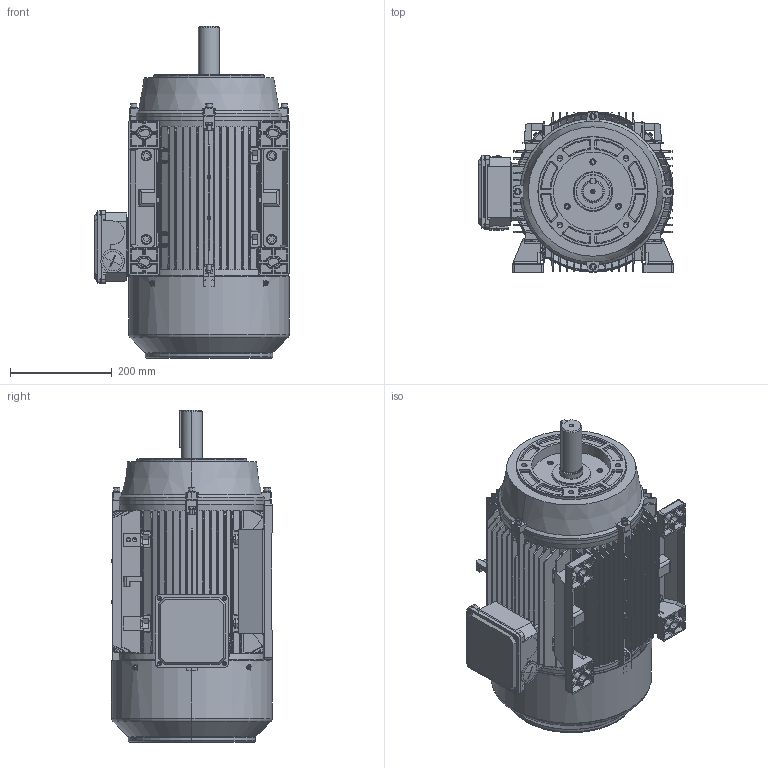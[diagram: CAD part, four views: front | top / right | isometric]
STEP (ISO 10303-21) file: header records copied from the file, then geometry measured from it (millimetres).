
FILE_DESCRIPTION (( 'STEP AP203' ), '1' );
FILE_NAME ('NEMA256T軞蚾芞(湍kit-C楊擘).STEP', '2019-01-11T07:46:07', ( 'PC' ), ( 'Microsoft' ), 'SwSTEP 2.0', 'SolidWorks 2016', '' );
FILE_SCHEMA (( 'CONFIG_CONTROL_DESIGN' ));
Length unit declared in the file: millimetre
Products named in the file (37): ヶ綴裔蹟譫M8; 坶粣創揤啣M6X35; 出线螺塞1.25-11.5NPT; NEMA250諉盄碟釱; 瑞欶蹟隊M6X8; 嘎殤蚐猾45X65X8; NEMA256T蛌粣; NEMA250諉盄碟釱躇猾菜; 防水圈45X74X2.5; Y2-160-2瑞珔; 6209; MS160諉盄碟裔; す瑩B9.525X9.525X73.5; 瑞珔縐嘀; 6309; 諉華喘倛菜え朴6; TA160L陔儂褲; 霧齪; TA160瑞欶; TA160綴傷裔; 諉華蹟隊M6X8; TAN160L菁褐-樓馱; 諉盄齪; 坶ヶ裔M8X35; 波形垫圈D85(6209）; 坶諉盄碟釱M6X12; 菁褐粟銅菜え朴12; 穩隊M3X5; ヶ綴裔喘菜朴8; NEMA250KIC傷裔; MS160諉盄碟裔躇猾菜; 坶菁褐M12X35; NEMA256T軞蚾芞(湍kit-C楊擘); 坶ヶ綴裔M8X45; T-309-C粣創揤啣; 諉盄碟裔蹟隊M5X14; 菁褐蹟譫M12
Assembly tree (80 placements, depth 2):
  NEMA256T軞蚾芞(湍kit-C楊擘)
    TA160L陔儂褲
    TAN160L菁褐-樓馱  x2
    菁褐粟銅菜え朴12  x4
    坶菁褐M12X35  x4
    菁褐蹟譫M12  x4
    NEMA250諉盄碟釱
    NEMA250諉盄碟釱躇猾菜
    MS160諉盄碟裔
    諉華喘倛菜え朴6
    諉華蹟隊M6X8
    坶諉盄碟釱M6X12  x4
    MS160諉盄碟裔躇猾菜
    諉盄碟裔蹟隊M5X14  x4
    出线螺塞1.25-11.5NPT
    NEMA256T蛌粣
    6209
    6309
    TA160綴傷裔
    波形垫圈D85(6209）
    NEMA250KIC傷裔
    T-309-C粣創揤啣
    坶粣創揤啣M6X35  x3
    嘎殤蚐猾45X65X8  x2
    Y2-160-2瑞珔
    瑞珔縐嘀
    TA160瑞欶
    坶ヶ裔M8X35
    ヶ綴裔喘菜朴8  x8
    坶ヶ綴裔M8X45  x7
    ヶ綴裔蹟譫M8  x7
    瑞欶蹟隊M6X8  x4
    防水圈45X74X2.5
    す瑩B9.525X9.525X73.5
    霧齪
    諉盄齪
    穩隊M3X5  x4
Bounding box: 381.5 x 316.73 x 651.05 mm (x, y, z)
Volume: 6841375.2 mm3; surface area: 3015016.2 mm2
Topology: 80 solids, 80 shells, 5856 faces, 15650 edges, 10006 vertices
Faces by surface type: plane 3407, cylinder 1520, torus 404, cone 375, sphere 90, bspline 60
Entity records: 170136 total; most frequent: CARTESIAN_POINT 42062, ORIENTED_EDGE 26322, DIRECTION 24269, EDGE_CURVE 13161, VECTOR 8663, LINE 8663, VERTEX_POINT 8532, AXIS2_PLACEMENT_3D 7803
